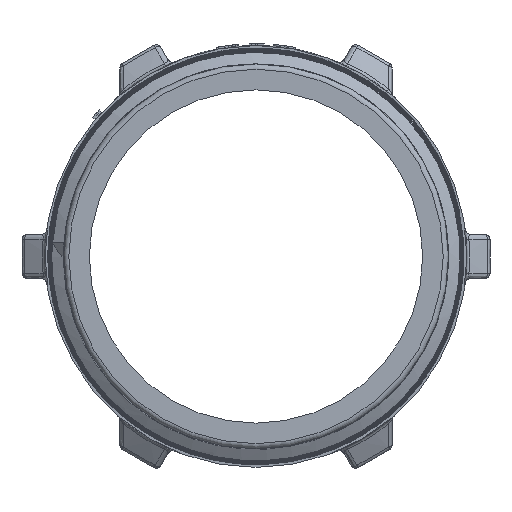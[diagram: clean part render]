
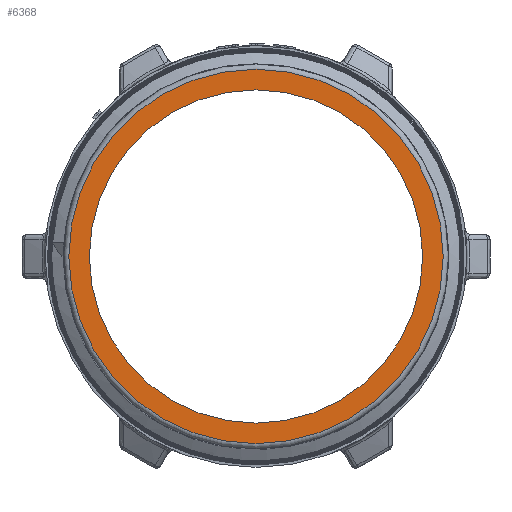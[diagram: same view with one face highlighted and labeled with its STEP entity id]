
A CAD part, left-side view. The second image highlights one B-rep face of the part: STEP entity #6368.
In plain terms, the highlighted planar face has unit normal (-1, 0, 0).
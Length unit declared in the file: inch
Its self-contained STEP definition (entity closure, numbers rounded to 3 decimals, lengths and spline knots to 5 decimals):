
#5767=CARTESIAN_POINT('',(-2.115,1.05592,0.0));
#5768=VERTEX_POINT('',#5767);
#5769=CARTESIAN_POINT('',(-2.115,0.0,0.0));
#5770=DIRECTION('',(1.0,0.0,0.0));
#5771=DIRECTION('',(0.0,-1.0,0.0));
#5772=AXIS2_PLACEMENT_3D('',#5769,#5770,#5771);
#5773=CIRCLE('',#5772,1.05592);
#5774=EDGE_CURVE('',#5768,#5768,#5773,.T.);
#6349=CARTESIAN_POINT('',(-2.115,1.0125,0.0));
#6350=DIRECTION('',(-1.0,0.0,0.0));
#6351=DIRECTION('',(0.0,0.0,1.0));
#6352=AXIS2_PLACEMENT_3D('',#6349,#6350,#6351);
#6353=PLANE('',#6352);
#6354=ORIENTED_EDGE('',*,*,#5774,.F.);
#6355=EDGE_LOOP('',(#6354));
#6356=FACE_OUTER_BOUND('',#6355,.T.);
#6357=CARTESIAN_POINT('',(-2.115,0.94,0.0));
#6358=VERTEX_POINT('',#6357);
#6359=CARTESIAN_POINT('',(-2.115,0.0,0.0));
#6360=DIRECTION('',(1.0,0.0,0.0));
#6361=DIRECTION('',(0.0,1.0,0.0));
#6362=AXIS2_PLACEMENT_3D('',#6359,#6360,#6361);
#6363=CIRCLE('',#6362,0.94);
#6364=EDGE_CURVE('',#6358,#6358,#6363,.T.);
#6365=ORIENTED_EDGE('',*,*,#6364,.T.);
#6366=EDGE_LOOP('',(#6365));
#6367=FACE_BOUND('',#6366,.T.);
#6368=ADVANCED_FACE('',(#6356,#6367),#6353,.T.);
